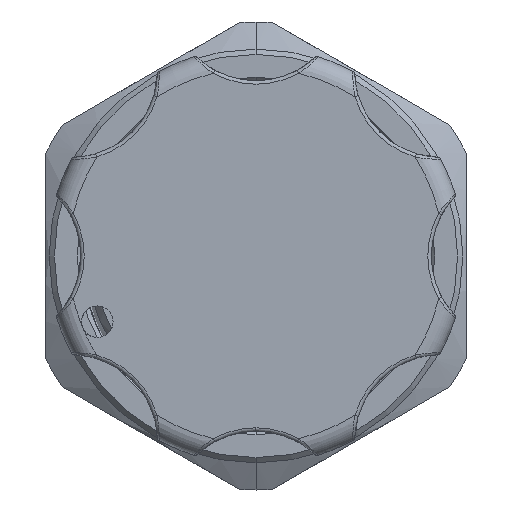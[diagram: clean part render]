
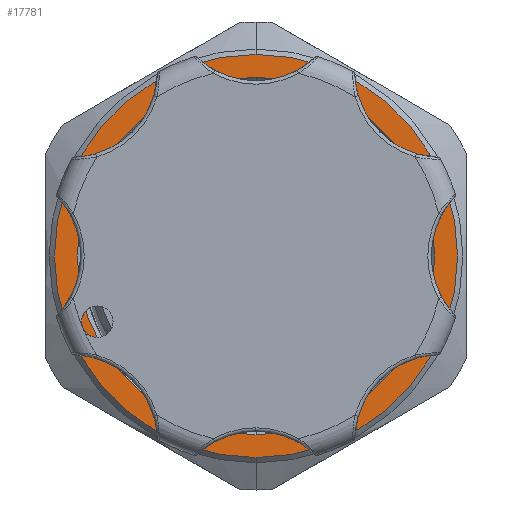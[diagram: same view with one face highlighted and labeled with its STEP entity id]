
A CAD part, left-side view. The second image highlights one B-rep face of the part: STEP entity #17781.
In plain terms, the highlighted planar face has unit normal (-1, 0, 0).
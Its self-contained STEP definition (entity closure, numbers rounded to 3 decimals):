
#703 = EDGE_LOOP ( 'NONE', ( #24833, #3618 ) ) ;
#897 = CARTESIAN_POINT ( 'NONE',  ( -1.601, 0., 11.5 ) ) ;
#1941 = EDGE_CURVE ( 'NONE', #6202, #15265, #23058, .T. ) ;
#2359 = VERTEX_POINT ( 'NONE', #897 ) ;
#2734 = CIRCLE ( 'NONE', #15123, 11.5 ) ;
#2741 = DIRECTION ( 'NONE',  ( 0., 0., -1. ) ) ;
#3618 = ORIENTED_EDGE ( 'NONE', *, *, #21765, .F. ) ;
#4090 = CARTESIAN_POINT ( 'NONE',  ( -1.601, 0., 0. ) ) ;
#4646 = AXIS2_PLACEMENT_3D ( 'NONE', #17754, #6426, #21663 ) ;
#6028 = DIRECTION ( 'NONE',  ( -1., 0., 0. ) ) ;
#6202 = VERTEX_POINT ( 'NONE', #10346 ) ;
#6426 = DIRECTION ( 'NONE',  ( -1., 0., 0. ) ) ;
#7627 = FACE_OUTER_BOUND ( 'NONE', #21422, .T. ) ;
#7690 = AXIS2_PLACEMENT_3D ( 'NONE', #12785, #21522, #13620 ) ;
#8317 = DIRECTION ( 'NONE',  ( -1., 0., 0. ) ) ;
#8326 = ORIENTED_EDGE ( 'NONE', *, *, #20261, .T. ) ;
#8522 = FACE_BOUND ( 'NONE', #703, .T. ) ;
#8552 = EDGE_CURVE ( 'NONE', #2359, #15525, #16883, .T. ) ;
#8709 = ORIENTED_EDGE ( 'NONE', *, *, #8552, .T. ) ;
#10346 = CARTESIAN_POINT ( 'NONE',  ( -1.601, 0., 10.2 ) ) ;
#11825 = DIRECTION ( 'NONE',  ( 0., 0., -1. ) ) ;
#12384 = CARTESIAN_POINT ( 'NONE',  ( -1.601, 0., -10.2 ) ) ;
#12785 = CARTESIAN_POINT ( 'NONE',  ( -1.601, 0., 0. ) ) ;
#12882 = DIRECTION ( 'NONE',  ( 0., 0., -1. ) ) ;
#13064 = CARTESIAN_POINT ( 'NONE',  ( -1.601, 0., -11.5 ) ) ;
#13620 = DIRECTION ( 'NONE',  ( 0., 0., 1. ) ) ;
#14134 = CIRCLE ( 'NONE', #4646, 10.2 ) ;
#15123 = AXIS2_PLACEMENT_3D ( 'NONE', #16051, #8317, #2741 ) ;
#15265 = VERTEX_POINT ( 'NONE', #12384 ) ;
#15525 = VERTEX_POINT ( 'NONE', #13064 ) ;
#15979 = AXIS2_PLACEMENT_3D ( 'NONE', #4090, #6028, #11825 ) ;
#16051 = CARTESIAN_POINT ( 'NONE',  ( -1.601, 0., 0. ) ) ;
#16489 = CARTESIAN_POINT ( 'NONE',  ( -1.601, -12., 6.928 ) ) ;
#16883 = CIRCLE ( 'NONE', #15979, 11.5 ) ;
#17754 = CARTESIAN_POINT ( 'NONE',  ( -1.601, 0., 0. ) ) ;
#17781 = ADVANCED_FACE ( 'NONE', ( #7627, #8522 ), #22386, .F. ) ;
#20261 = EDGE_CURVE ( 'NONE', #15525, #2359, #2734, .T. ) ;
#21422 = EDGE_LOOP ( 'NONE', ( #8326, #8709 ) ) ;
#21522 = DIRECTION ( 'NONE',  ( -1., 0., 0. ) ) ;
#21663 = DIRECTION ( 'NONE',  ( 0., 0., 1. ) ) ;
#21765 = EDGE_CURVE ( 'NONE', #15265, #6202, #14134, .T. ) ;
#22386 = PLANE ( 'NONE',  #23483 ) ;
#23058 = CIRCLE ( 'NONE', #7690, 10.2 ) ;
#23483 = AXIS2_PLACEMENT_3D ( 'NONE', #16489, #24137, #12882 ) ;
#24137 = DIRECTION ( 'NONE',  ( 1., 0., 0. ) ) ;
#24833 = ORIENTED_EDGE ( 'NONE', *, *, #1941, .F. ) ;
